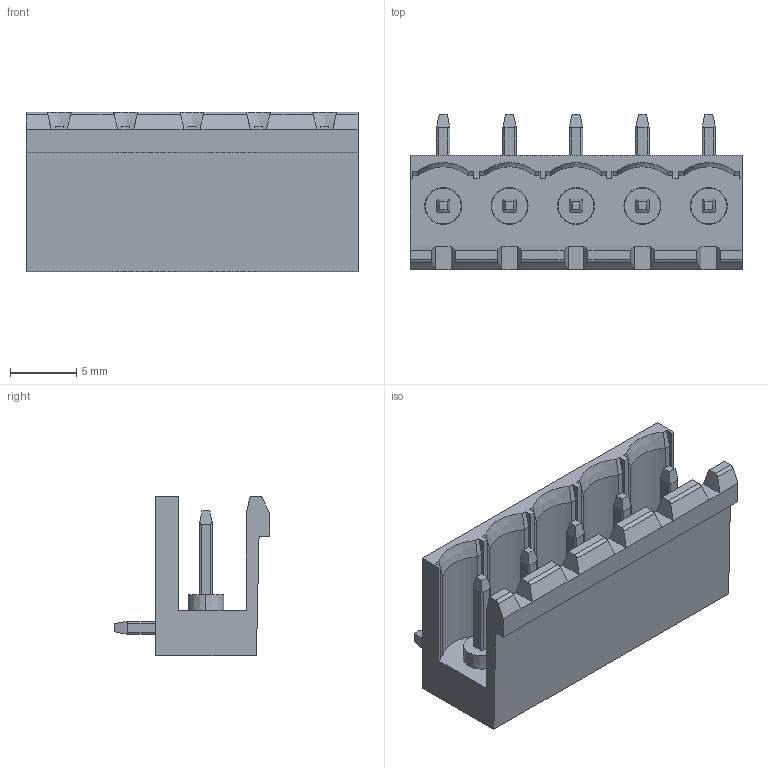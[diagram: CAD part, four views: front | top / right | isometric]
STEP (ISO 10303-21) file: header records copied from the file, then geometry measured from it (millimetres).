
FILE_DESCRIPTION((''),'2;1');
FILE_NAME('2EDGR-5_0-06P-14-100AH','2020-05-09T',('Administrator'),(''),'PRO/ENGINEER BY PARAMETRIC TECHNOLOGY CORPORATION, 2014000','PRO/ENGINEER BY PARAMETRIC TECHNOLOGY CORPORATION, 2014000','');
FILE_SCHEMA(('CONFIG_CONTROL_DESIGN'));
Length unit declared in the file: millimetre
Products named in the file (1): 2EDGR-5_0-06P-14-100AH
Bounding box: 25 x 11.7 x 12 mm (x, y, z)
Volume: 1211 mm3; surface area: 1781.7 mm2
Topology: 1 solids, 1 shells, 240 faces, 639 edges, 416 vertices
Faces by surface type: plane 174, cylinder 51, cone 15
Entity records: 7678 total; most frequent: CARTESIAN_POINT 1795, ORIENTED_EDGE 1278, DIRECTION 1096, EDGE_CURVE 639, VECTOR 462, LINE 462, VERTEX_POINT 416, AXIS2_PLACEMENT_3D 317
